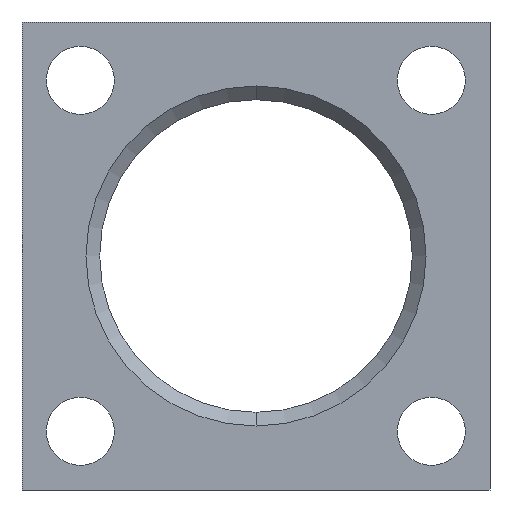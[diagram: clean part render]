
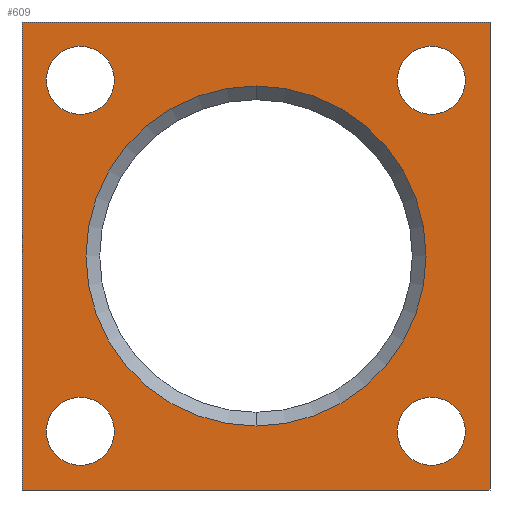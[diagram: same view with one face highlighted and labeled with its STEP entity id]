
A CAD part, front view. The second image highlights one B-rep face of the part: STEP entity #609.
In plain terms, the highlighted planar face has unit normal (0, -1, 0).
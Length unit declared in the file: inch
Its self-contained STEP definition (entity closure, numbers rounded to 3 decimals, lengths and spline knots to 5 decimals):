
#112=DIRECTION('',(1.,0.,0.));
#113=VECTOR('',#112,1.5);
#114=CARTESIAN_POINT('',(-0.75,0.,0.75));
#115=LINE('',#114,#113);
#116=DIRECTION('',(0.,0.,-1.));
#117=VECTOR('',#116,1.5);
#118=CARTESIAN_POINT('',(0.75,0.,0.75));
#119=LINE('',#118,#117);
#120=DIRECTION('',(-1.,0.,0.));
#121=VECTOR('',#120,1.5);
#122=CARTESIAN_POINT('',(0.75,0.,-0.75));
#123=LINE('',#122,#121);
#124=DIRECTION('',(0.,0.,1.));
#125=VECTOR('',#124,1.5);
#126=CARTESIAN_POINT('',(-0.75,0.,-0.75));
#127=LINE('',#126,#125);
#128=CARTESIAN_POINT('',(-0.563,0.,0.563));
#129=DIRECTION('',(0.,-1.,0.));
#130=DIRECTION('',(1.,0.,0.));
#131=AXIS2_PLACEMENT_3D('',#128,#129,#130);
#133=CARTESIAN_POINT('',(-0.563,0.,0.563));
#134=DIRECTION('',(0.,-1.,0.));
#135=DIRECTION('',(-1.,0.,0.));
#136=AXIS2_PLACEMENT_3D('',#133,#134,#135);
#138=CARTESIAN_POINT('',(0.562,0.,0.563));
#139=DIRECTION('',(0.,-1.,0.));
#140=DIRECTION('',(1.,0.,0.));
#141=AXIS2_PLACEMENT_3D('',#138,#139,#140);
#143=CARTESIAN_POINT('',(0.562,0.,0.563));
#144=DIRECTION('',(0.,-1.,0.));
#145=DIRECTION('',(-1.,0.,0.));
#146=AXIS2_PLACEMENT_3D('',#143,#144,#145);
#148=CARTESIAN_POINT('',(-0.563,0.,-0.562));
#149=DIRECTION('',(0.,-1.,0.));
#150=DIRECTION('',(1.,0.,0.));
#151=AXIS2_PLACEMENT_3D('',#148,#149,#150);
#153=CARTESIAN_POINT('',(-0.563,0.,-0.562));
#154=DIRECTION('',(0.,-1.,0.));
#155=DIRECTION('',(-1.,0.,0.));
#156=AXIS2_PLACEMENT_3D('',#153,#154,#155);
#158=CARTESIAN_POINT('',(0.562,0.,-0.562));
#159=DIRECTION('',(0.,-1.,0.));
#160=DIRECTION('',(1.,0.,0.));
#161=AXIS2_PLACEMENT_3D('',#158,#159,#160);
#163=CARTESIAN_POINT('',(0.562,0.,-0.562));
#164=DIRECTION('',(0.,-1.,0.));
#165=DIRECTION('',(-1.,0.,0.));
#166=AXIS2_PLACEMENT_3D('',#163,#164,#165);
#168=CARTESIAN_POINT('',(0.,0.,0.));
#169=DIRECTION('',(0.,1.,0.));
#170=DIRECTION('',(0.,0.,-1.));
#171=AXIS2_PLACEMENT_3D('',#168,#169,#170);
#173=CARTESIAN_POINT('',(0.,0.,0.));
#174=DIRECTION('',(0.,1.,0.));
#175=DIRECTION('',(0.,0.,1.));
#176=AXIS2_PLACEMENT_3D('',#173,#174,#175);
#460=CARTESIAN_POINT('',(-0.75,0.,0.75));
#461=CARTESIAN_POINT('',(0.75,0.,0.75));
#462=VERTEX_POINT('',#460);
#463=VERTEX_POINT('',#461);
#464=CARTESIAN_POINT('',(0.75,0.,-0.75));
#465=VERTEX_POINT('',#464);
#466=CARTESIAN_POINT('',(-0.75,0.,-0.75));
#467=VERTEX_POINT('',#466);
#508=CARTESIAN_POINT('',(-0.454,0.,0.563));
#509=CARTESIAN_POINT('',(-0.672,0.,0.563));
#510=VERTEX_POINT('',#508);
#511=VERTEX_POINT('',#509);
#516=CARTESIAN_POINT('',(0.671,0.,0.563));
#517=CARTESIAN_POINT('',(0.453,0.,0.563));
#518=VERTEX_POINT('',#516);
#519=VERTEX_POINT('',#517);
#524=CARTESIAN_POINT('',(-0.454,0.,-0.562));
#525=CARTESIAN_POINT('',(-0.672,0.,-0.562));
#526=VERTEX_POINT('',#524);
#527=VERTEX_POINT('',#525);
#532=CARTESIAN_POINT('',(0.671,0.,-0.562));
#533=CARTESIAN_POINT('',(0.453,0.,-0.562));
#534=VERTEX_POINT('',#532);
#535=VERTEX_POINT('',#533);
#540=CARTESIAN_POINT('',(0.,0.,-0.545));
#541=CARTESIAN_POINT('',(0.,0.,0.545));
#542=VERTEX_POINT('',#540);
#543=VERTEX_POINT('',#541);
#564=CARTESIAN_POINT('',(0.,0.,0.));
#565=DIRECTION('',(0.,1.,0.));
#566=DIRECTION('',(1.,0.,0.));
#567=AXIS2_PLACEMENT_3D('',#564,#565,#566);
#568=PLANE('',#567);
#570=ORIENTED_EDGE('',*,*,#569,.T.);
#572=ORIENTED_EDGE('',*,*,#571,.T.);
#574=ORIENTED_EDGE('',*,*,#573,.T.);
#576=ORIENTED_EDGE('',*,*,#575,.T.);
#577=EDGE_LOOP('',(#570,#572,#574,#576));
#578=FACE_OUTER_BOUND('',#577,.F.);
#580=ORIENTED_EDGE('',*,*,#579,.T.);
#582=ORIENTED_EDGE('',*,*,#581,.T.);
#583=EDGE_LOOP('',(#580,#582));
#584=FACE_BOUND('',#583,.F.);
#586=ORIENTED_EDGE('',*,*,#585,.T.);
#588=ORIENTED_EDGE('',*,*,#587,.T.);
#589=EDGE_LOOP('',(#586,#588));
#590=FACE_BOUND('',#589,.F.);
#592=ORIENTED_EDGE('',*,*,#591,.T.);
#594=ORIENTED_EDGE('',*,*,#593,.T.);
#595=EDGE_LOOP('',(#592,#594));
#596=FACE_BOUND('',#595,.F.);
#598=ORIENTED_EDGE('',*,*,#597,.T.);
#600=ORIENTED_EDGE('',*,*,#599,.T.);
#601=EDGE_LOOP('',(#598,#600));
#602=FACE_BOUND('',#601,.F.);
#604=ORIENTED_EDGE('',*,*,#603,.F.);
#606=ORIENTED_EDGE('',*,*,#605,.F.);
#607=EDGE_LOOP('',(#604,#606));
#608=FACE_BOUND('',#607,.F.);
#609=ADVANCED_FACE('',(#578,#584,#590,#596,#602,#608),#568,.F.);
#132=CIRCLE('',#131,0.109);
#137=CIRCLE('',#136,0.109);
#142=CIRCLE('',#141,0.109);
#147=CIRCLE('',#146,0.109);
#152=CIRCLE('',#151,0.109);
#157=CIRCLE('',#156,0.109);
#162=CIRCLE('',#161,0.109);
#167=CIRCLE('',#166,0.109);
#172=CIRCLE('',#171,0.545);
#177=CIRCLE('',#176,0.545);
#569=EDGE_CURVE('',#462,#463,#115,.T.);
#571=EDGE_CURVE('',#463,#465,#119,.T.);
#573=EDGE_CURVE('',#465,#467,#123,.T.);
#575=EDGE_CURVE('',#467,#462,#127,.T.);
#579=EDGE_CURVE('',#510,#511,#132,.T.);
#581=EDGE_CURVE('',#511,#510,#137,.T.);
#585=EDGE_CURVE('',#518,#519,#142,.T.);
#587=EDGE_CURVE('',#519,#518,#147,.T.);
#591=EDGE_CURVE('',#526,#527,#152,.T.);
#593=EDGE_CURVE('',#527,#526,#157,.T.);
#597=EDGE_CURVE('',#534,#535,#162,.T.);
#599=EDGE_CURVE('',#535,#534,#167,.T.);
#603=EDGE_CURVE('',#542,#543,#172,.T.);
#605=EDGE_CURVE('',#543,#542,#177,.T.);
